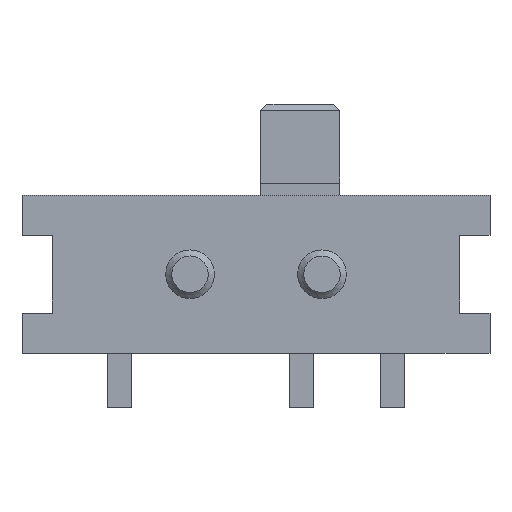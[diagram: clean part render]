
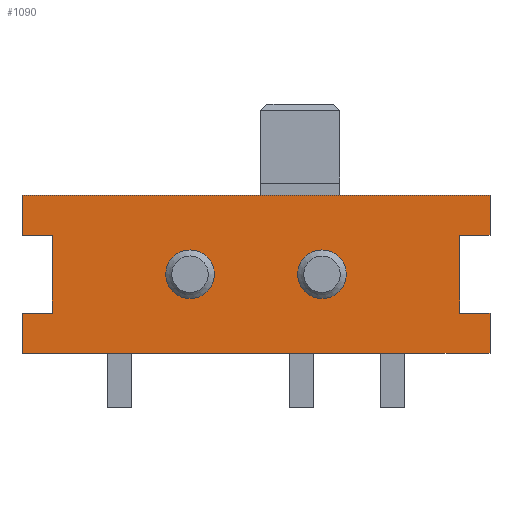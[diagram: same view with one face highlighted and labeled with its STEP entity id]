
A CAD part, front view. The second image highlights one B-rep face of the part: STEP entity #1090.
In plain terms, the highlighted planar face has unit normal (0, -1, 0).
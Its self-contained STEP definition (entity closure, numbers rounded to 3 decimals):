
#22=FACE_BOUND('',#194,.T.);
#23=FACE_BOUND('',#195,.T.);
#64=PLANE('',#1176);
#129=FACE_OUTER_BOUND('',#193,.T.);
#193=EDGE_LOOP('',(#958,#959,#960,#961,#962,#963,#964,#965,#966,#967,#968,
#969));
#194=EDGE_LOOP('',(#970));
#195=EDGE_LOOP('',(#971));
#233=LINE('',#1534,#375);
#284=LINE('',#1636,#426);
#301=LINE('',#1671,#443);
#303=LINE('',#1674,#445);
#304=LINE('',#1677,#446);
#306=LINE('',#1681,#448);
#310=LINE('',#1687,#452);
#311=LINE('',#1690,#453);
#313=LINE('',#1694,#455);
#316=LINE('',#1699,#458);
#317=LINE('',#1702,#459);
#319=LINE('',#1705,#461);
#375=VECTOR('',#1250,10.);
#426=VECTOR('',#1335,10.);
#443=VECTOR('',#1366,10.);
#445=VECTOR('',#1370,10.);
#446=VECTOR('',#1373,10.);
#448=VECTOR('',#1377,10.);
#452=VECTOR('',#1383,10.);
#453=VECTOR('',#1386,10.);
#455=VECTOR('',#1390,10.);
#458=VECTOR('',#1395,10.);
#459=VECTOR('',#1398,10.);
#461=VECTOR('',#1402,10.);
#500=CIRCLE('',#1130,0.4);
#503=CIRCLE('',#1136,0.4);
#506=VERTEX_POINT('',#1485);
#509=VERTEX_POINT('',#1496);
#522=VERTEX_POINT('',#1531);
#523=VERTEX_POINT('',#1533);
#556=VERTEX_POINT('',#1633);
#557=VERTEX_POINT('',#1635);
#568=VERTEX_POINT('',#1670);
#569=VERTEX_POINT('',#1676);
#570=VERTEX_POINT('',#1680);
#571=VERTEX_POINT('',#1685);
#572=VERTEX_POINT('',#1689);
#573=VERTEX_POINT('',#1693);
#574=VERTEX_POINT('',#1697);
#575=VERTEX_POINT('',#1701);
#604=EDGE_CURVE('',#506,#506,#500,.T.);
#609=EDGE_CURVE('',#509,#509,#503,.T.);
#625=EDGE_CURVE('',#522,#523,#233,.T.);
#676=EDGE_CURVE('',#556,#557,#284,.T.);
#693=EDGE_CURVE('',#522,#568,#301,.T.);
#695=EDGE_CURVE('',#568,#557,#303,.T.);
#696=EDGE_CURVE('',#569,#556,#304,.T.);
#698=EDGE_CURVE('',#570,#569,#306,.T.);
#702=EDGE_CURVE('',#570,#571,#310,.T.);
#703=EDGE_CURVE('',#571,#572,#311,.T.);
#705=EDGE_CURVE('',#572,#573,#313,.T.);
#708=EDGE_CURVE('',#574,#573,#316,.T.);
#709=EDGE_CURVE('',#575,#574,#317,.T.);
#711=EDGE_CURVE('',#523,#575,#319,.T.);
#958=ORIENTED_EDGE('',*,*,#625,.F.);
#959=ORIENTED_EDGE('',*,*,#693,.T.);
#960=ORIENTED_EDGE('',*,*,#695,.T.);
#961=ORIENTED_EDGE('',*,*,#676,.F.);
#962=ORIENTED_EDGE('',*,*,#696,.F.);
#963=ORIENTED_EDGE('',*,*,#698,.F.);
#964=ORIENTED_EDGE('',*,*,#702,.T.);
#965=ORIENTED_EDGE('',*,*,#703,.T.);
#966=ORIENTED_EDGE('',*,*,#705,.T.);
#967=ORIENTED_EDGE('',*,*,#708,.F.);
#968=ORIENTED_EDGE('',*,*,#709,.F.);
#969=ORIENTED_EDGE('',*,*,#711,.F.);
#970=ORIENTED_EDGE('',*,*,#609,.T.);
#971=ORIENTED_EDGE('',*,*,#604,.T.);
#1090=ADVANCED_FACE('',(#129,#22,#23),#64,.F.);
#1130=AXIS2_PLACEMENT_3D('',#1487,#1207,#1208);
#1136=AXIS2_PLACEMENT_3D('',#1498,#1221,#1222);
#1176=AXIS2_PLACEMENT_3D('',#1706,#1403,#1404);
#1207=DIRECTION('center_axis',(0.,1.,0.));
#1208=DIRECTION('ref_axis',(1.,0.,0.));
#1221=DIRECTION('center_axis',(0.,1.,0.));
#1222=DIRECTION('ref_axis',(1.,0.,0.));
#1250=DIRECTION('',(1.,0.,0.));
#1335=DIRECTION('',(0.,0.,1.));
#1366=DIRECTION('',(0.,0.,-1.));
#1370=DIRECTION('',(1.,0.,0.));
#1373=DIRECTION('',(1.,0.,0.));
#1377=DIRECTION('',(0.,0.,1.));
#1383=DIRECTION('',(1.,0.,0.));
#1386=DIRECTION('',(0.,0.,1.));
#1390=DIRECTION('',(-1.,0.,0.));
#1395=DIRECTION('',(0.,0.,-1.));
#1398=DIRECTION('',(-1.,0.,0.));
#1402=DIRECTION('',(0.,0.,-1.));
#1403=DIRECTION('center_axis',(0.,1.,0.));
#1404=DIRECTION('ref_axis',(1.,0.,0.));
#1485=CARTESIAN_POINT('',(1.865,0.,-1.3));
#1487=CARTESIAN_POINT('Origin',(2.265,0.,-1.3));
#1496=CARTESIAN_POINT('',(4.035,0.,-1.3));
#1498=CARTESIAN_POINT('Origin',(4.435,0.,-1.3));
#1531=CARTESIAN_POINT('',(-0.5,0.,0.));
#1533=CARTESIAN_POINT('',(7.2,0.,0.));
#1534=CARTESIAN_POINT('',(0.,0.,0.));
#1633=CARTESIAN_POINT('',(0.,0.,-1.94));
#1635=CARTESIAN_POINT('',(0.,0.,-0.66));
#1636=CARTESIAN_POINT('',(0.,0.,-2.6));
#1670=CARTESIAN_POINT('',(-0.5,0.,-0.66));
#1671=CARTESIAN_POINT('',(-0.5,0.,0.));
#1674=CARTESIAN_POINT('',(-0.5,0.,-0.66));
#1676=CARTESIAN_POINT('',(-0.5,0.,-1.94));
#1677=CARTESIAN_POINT('',(-0.5,0.,-1.94));
#1680=CARTESIAN_POINT('',(-0.5,0.,-2.6));
#1681=CARTESIAN_POINT('',(-0.5,0.,-2.6));
#1685=CARTESIAN_POINT('',(7.2,0.,-2.6));
#1687=CARTESIAN_POINT('',(6.7,0.,-2.6));
#1689=CARTESIAN_POINT('',(7.2,0.,-1.94));
#1690=CARTESIAN_POINT('',(7.2,0.,-2.6));
#1693=CARTESIAN_POINT('',(6.7,0.,-1.94));
#1694=CARTESIAN_POINT('',(7.2,0.,-1.94));
#1697=CARTESIAN_POINT('',(6.7,0.,-0.66));
#1699=CARTESIAN_POINT('',(6.7,0.,0.));
#1701=CARTESIAN_POINT('',(7.2,0.,-0.66));
#1702=CARTESIAN_POINT('',(7.2,0.,-0.66));
#1705=CARTESIAN_POINT('',(7.2,0.,0.));
#1706=CARTESIAN_POINT('Origin',(3.35,0.,-1.3));
